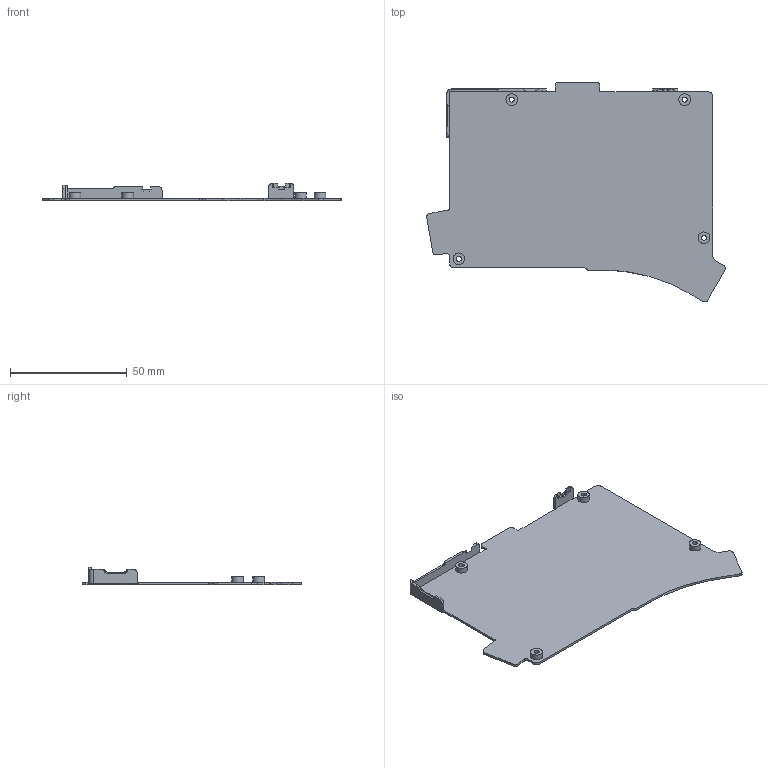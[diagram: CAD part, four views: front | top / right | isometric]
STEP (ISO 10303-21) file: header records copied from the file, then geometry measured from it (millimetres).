
FILE_DESCRIPTION(/* description */ ('STEP AP214'),/* implementation_level */ '2;1');
FILE_NAME(/* name */ 'TOTEMv2_alu_bottom_L.step',/* time_stamp */ '2025-11-06T05:23:26+09:00',/* author */ (''),/* organization */ (''),/* preprocessor_version */ 'ST-DEVELOPER v20.1',/* originating_system */ 'Autodesk Translation Framework v14.17.0.0',/* authorisation */ '');
FILE_SCHEMA (('AUTOMOTIVE_DESIGN { 1 0 10303 214 3 1 1 }'));
Length unit declared in the file: millimetre
Products named in the file (1): TOTEM_case_ble_bottom_L_V.08
Bounding box: 128.24 x 94.33 x 7.4 mm (x, y, z)
Volume: 9442.9 mm3; surface area: 19821.5 mm2
Topology: 1 solids, 1 shells, 250 faces, 658 edges, 433 vertices
Faces by surface type: plane 111, bspline 77, cylinder 51, cone 11
Full cylindrical faces by diameter (mm): 2.2 x4, 4.3 x4, 5 x4, 8.2 x4
Entity records: 8017 total; most frequent: CARTESIAN_POINT 2356, ORIENTED_EDGE 1316, DIRECTION 962, EDGE_CURVE 658, VERTEX_POINT 433, LINE 392, VECTOR 392, AXIS2_PLACEMENT_3D 285
